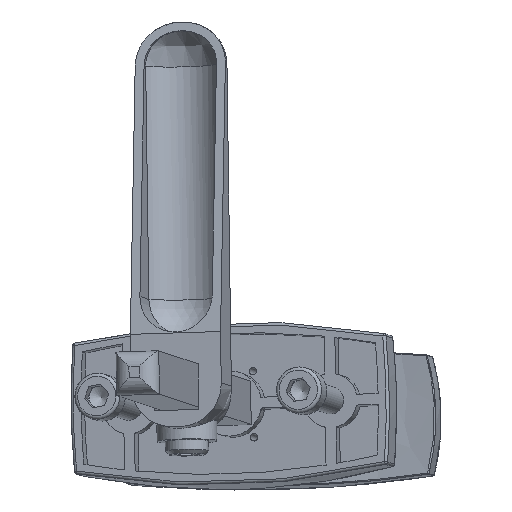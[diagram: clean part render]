
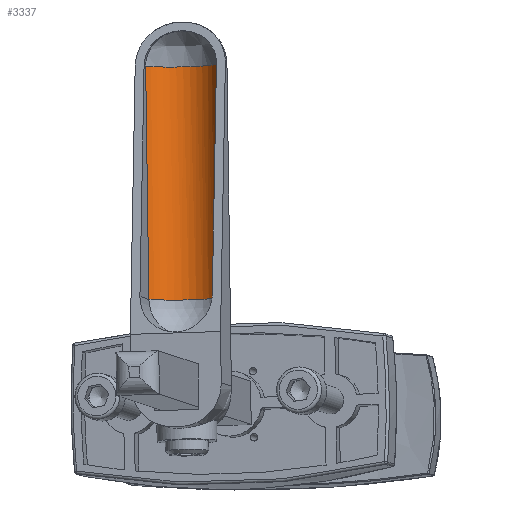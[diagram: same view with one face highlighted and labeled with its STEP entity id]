
A CAD part, isometric view. The second image highlights one B-rep face of the part: STEP entity #3337.
In plain terms, the highlighted cylindrical face has radius 7.82 mm (diameter 15.64 mm), a partial arc.
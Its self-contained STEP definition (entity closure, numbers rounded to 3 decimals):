
#329=FACE_OUTER_BOUND('',#542,.T.);
#542=EDGE_LOOP('',(#2840,#2841,#2842,#2843,#2844));
#748=CIRCLE('',#3688,7.82);
#749=CIRCLE('',#3690,7.82);
#750=CIRCLE('',#3691,7.82);
#946=LINE('',#8370,#1197);
#950=LINE('',#8379,#1201);
#1197=VECTOR('',#4459,1000.);
#1201=VECTOR('',#4465,1000.);
#1583=VERTEX_POINT('',#8358);
#1587=VERTEX_POINT('',#8367);
#1589=VERTEX_POINT('',#8373);
#1591=VERTEX_POINT('',#8377);
#1592=VERTEX_POINT('',#8709);
#2036=EDGE_CURVE('',#1587,#1583,#946,.T.);
#2040=EDGE_CURVE('',#1589,#1591,#950,.T.);
#2043=EDGE_CURVE('',#1587,#1591,#748,.T.);
#2044=EDGE_CURVE('',#1583,#1592,#749,.T.);
#2045=EDGE_CURVE('',#1592,#1589,#750,.T.);
#2840=ORIENTED_EDGE('',*,*,#2043,.F.);
#2841=ORIENTED_EDGE('',*,*,#2036,.T.);
#2842=ORIENTED_EDGE('',*,*,#2044,.T.);
#2843=ORIENTED_EDGE('',*,*,#2045,.T.);
#2844=ORIENTED_EDGE('',*,*,#2040,.T.);
#3185=CYLINDRICAL_SURFACE('',#3689,7.82);
#3337=ADVANCED_FACE('',(#329),#3185,.F.);
#3688=AXIS2_PLACEMENT_3D('',#8707,#4466,#4467);
#3689=AXIS2_PLACEMENT_3D('',#8708,#4468,#4469);
#3690=AXIS2_PLACEMENT_3D('',#8710,#4470,#4471);
#3691=AXIS2_PLACEMENT_3D('',#8711,#4472,#4473);
#4459=DIRECTION('',(-0.442,-0.461,-0.769));
#4465=DIRECTION('',(0.442,0.461,0.769));
#4466=DIRECTION('center_axis',(-0.442,-0.461,-0.769));
#4467=DIRECTION('ref_axis',(0.577,-0.803,0.15));
#4468=DIRECTION('center_axis',(-0.442,-0.461,-0.769));
#4469=DIRECTION('ref_axis',(0.577,-0.803,0.15));
#4470=DIRECTION('center_axis',(-0.442,-0.461,-0.769));
#4471=DIRECTION('ref_axis',(0.577,-0.803,0.15));
#4472=DIRECTION('center_axis',(-0.442,-0.461,-0.769));
#4473=DIRECTION('ref_axis',(0.577,-0.803,0.15));
#8358=CARTESIAN_POINT('',(-94.137,120.258,295.636));
#8367=CARTESIAN_POINT('',(-75.126,140.099,328.711));
#8370=CARTESIAN_POINT('',(-94.137,120.258,295.636));
#8373=CARTESIAN_POINT('',(-86.268,109.299,297.688));
#8377=CARTESIAN_POINT('',(-67.258,129.14,330.763));
#8379=CARTESIAN_POINT('',(-86.268,109.299,297.688));
#8707=CARTESIAN_POINT('Origin',(-73.817,133.179,332.11));
#8708=CARTESIAN_POINT('Origin',(-92.827,113.338,299.035));
#8709=CARTESIAN_POINT('',(-86.181,109.509,297.512));
#8710=CARTESIAN_POINT('Origin',(-92.827,113.338,299.035));
#8711=CARTESIAN_POINT('Origin',(-92.827,113.338,299.035));
